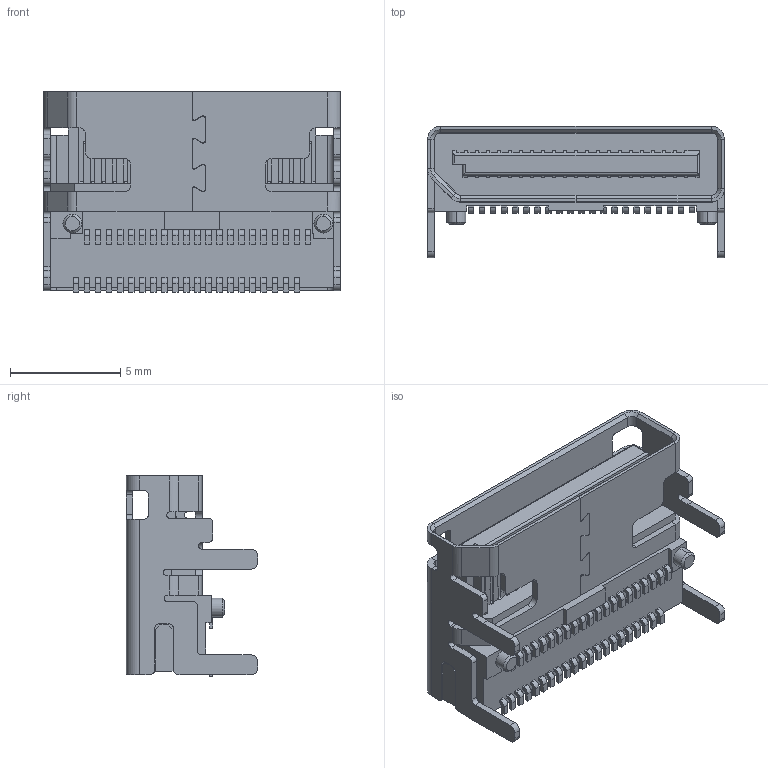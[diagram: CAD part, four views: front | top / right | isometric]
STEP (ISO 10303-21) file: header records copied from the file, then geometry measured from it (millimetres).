
FILE_DESCRIPTION((''),'2;1');
FILE_NAME('G14A421X1BXXHR','2019-09-19T',('KumarP'),('AFCI'),'CREO PARAMETRIC BY PTC INC, 2016130','CREO PARAMETRIC BY PTC INC, 2016130','');
FILE_SCHEMA(('CONFIG_CONTROL_DESIGN'));
Length unit declared in the file: millimetre
Products named in the file (1): G14A421X1BXXHR
Bounding box: 13.45 x 5.95 x 9.07 mm (x, y, z)
Volume: 296 mm3; surface area: 832.7 mm2
Topology: 1 solids, 1 shells, 1579 faces, 4154 edges, 2620 vertices
Faces by surface type: plane 1329, cylinder 241, cone 9
Entity records: 47639 total; most frequent: CARTESIAN_POINT 8389, ORIENTED_EDGE 8308, DIRECTION 7795, EDGE_CURVE 4154, VECTOR 3659, LINE 3659, VERTEX_POINT 2620, AXIS2_PLACEMENT_3D 2068
